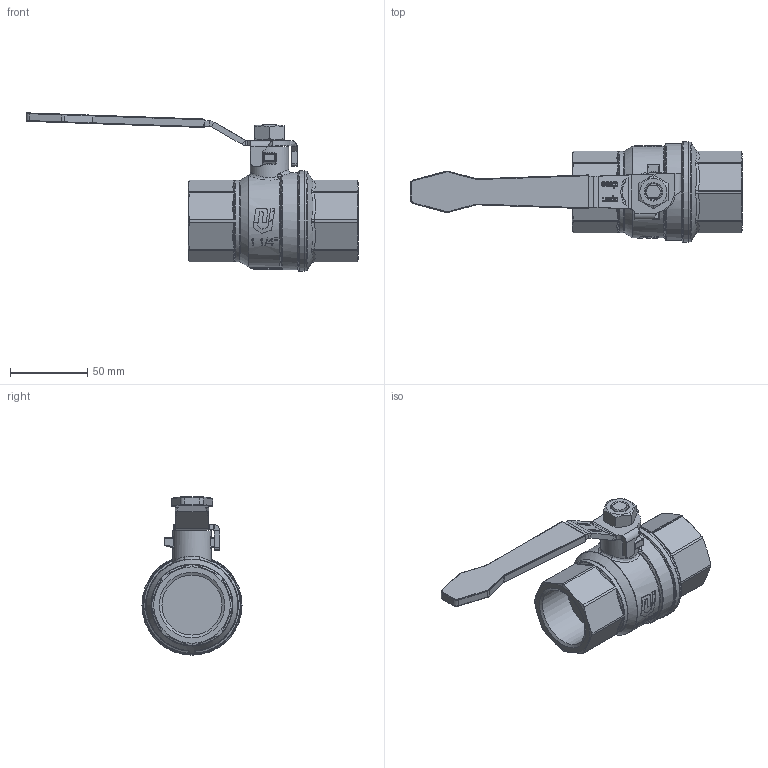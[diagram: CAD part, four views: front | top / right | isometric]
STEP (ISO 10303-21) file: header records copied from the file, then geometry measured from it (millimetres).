
FILE_DESCRIPTION(('HOOPS Exchange Step'),'2;1');
FILE_NAME('GK14_DN32.stp','2025-12-17T15:47:04+01:00',('nieru'),('Unknown organisation'),'HOOPS Exchange 2024.2','HOOPS Exchange','Unknown authorisation');
FILE_SCHEMA( ('AP203_CONFIGURATION_CONTROLLED_3D_DESIGN_OF_MECHANICAL_PARTS_AND_ASSEMBLIES_MIM_LF') );
Length unit declared in the file: millimetre
Products named in the file (2): 0; root
Assembly tree (1 placements, depth 2):
  root
    0
Bounding box: 215.4 x 65 x 102.7 mm (x, y, z)
Volume: 233127.9 mm3; surface area: 43384 mm2
Topology: 1 solids, 1 shells, 771 faces, 2028 edges, 1289 vertices
Faces by surface type: plane 253, bspline 247, cylinder 157, torus 50, cone 45, sphere 19
Full cylindrical faces by diameter (mm): 25 x1, 38.952 x2, 53 x1, 63 x1, 64.5 x1, 65 x1
Entity records: 31574 total; most frequent: CARTESIAN_POINT 14762, ORIENTED_EDGE 4024, DIRECTION 2494, EDGE_CURVE 2012, VERTEX_POINT 1288, AXIS2_PLACEMENT_3D 949, B_SPLINE_CURVE_WITH_KNOTS 886, EDGE_LOOP 818
